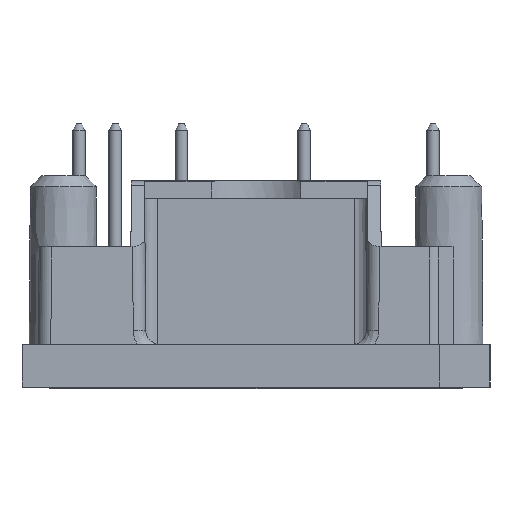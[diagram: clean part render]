
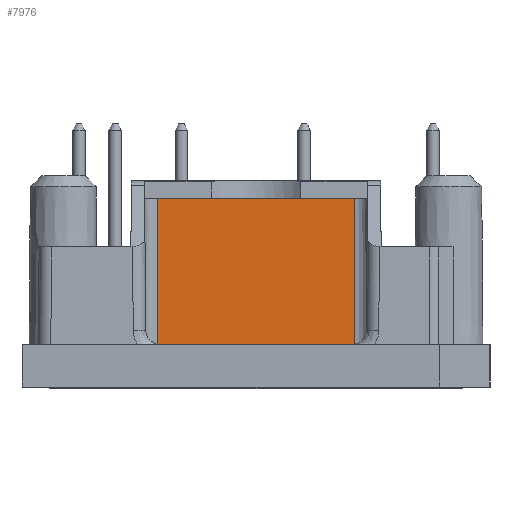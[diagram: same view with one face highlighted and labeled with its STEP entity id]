
A CAD part, left-side view. The second image highlights one B-rep face of the part: STEP entity #7976.
In plain terms, the highlighted planar face has unit normal (-1, 0, -0.009).
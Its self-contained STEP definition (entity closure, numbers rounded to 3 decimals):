
#2403=ORIENTED_EDGE('',*,*,#3702,.T.);
#2404=ORIENTED_EDGE('',*,*,#3723,.T.);
#2405=ORIENTED_EDGE('',*,*,#3412,.T.);
#2406=ORIENTED_EDGE('',*,*,#3724,.F.);
#3412=EDGE_CURVE('',#4319,#4318,#5088,.F.);
#3702=EDGE_CURVE('',#4517,#4516,#5253,.F.);
#3723=EDGE_CURVE('',#4516,#4319,#5265,.T.);
#3724=EDGE_CURVE('',#4517,#4318,#5266,.T.);
#4318=VERTEX_POINT('',#16657);
#4319=VERTEX_POINT('',#16659);
#4516=VERTEX_POINT('',#17342);
#4517=VERTEX_POINT('',#17344);
#5088=LINE('',#16658,#5702);
#5253=LINE('',#17343,#5867);
#5265=LINE('',#17492,#5879);
#5266=LINE('',#17494,#5880);
#5702=VECTOR('',#12077,1000.);
#5867=VECTOR('',#12656,1000.);
#5879=VECTOR('',#12732,1000.);
#5880=VECTOR('',#12735,1000.);
#6307=EDGE_LOOP('',(#2403,#2404,#2405,#2406));
#7041=FACE_BOUND('',#6307,.T.);
#7581=PLANE('',#11073);
#7976=ADVANCED_FACE('',(#7041),#7581,.T.);
#11073=AXIS2_PLACEMENT_3D('',#17493,#12733,#12734);
#12077=DIRECTION('',(0.,-1.,0.));
#12656=DIRECTION('',(0.,1.,0.));
#12732=DIRECTION('',(-0.009,0.,1.));
#12733=DIRECTION('',(-1.,0.,-0.009));
#12734=DIRECTION('',(-0.009,0.,1.));
#12735=DIRECTION('',(-0.009,0.,1.));
#16657=CARTESIAN_POINT('',(-30.136,7.902,15.1));
#16658=CARTESIAN_POINT('',(-30.136,0.,15.1));
#16659=CARTESIAN_POINT('',(-30.136,-7.902,15.1));
#17342=CARTESIAN_POINT('',(-30.015,-7.902,1.3));
#17343=CARTESIAN_POINT('',(-30.015,-18.2,1.3));
#17344=CARTESIAN_POINT('',(-30.015,7.902,1.3));
#17492=CARTESIAN_POINT('',(-30.148,-7.902,16.5));
#17493=CARTESIAN_POINT('',(-30.148,0.,16.5));
#17494=CARTESIAN_POINT('',(-30.148,7.902,16.5));
